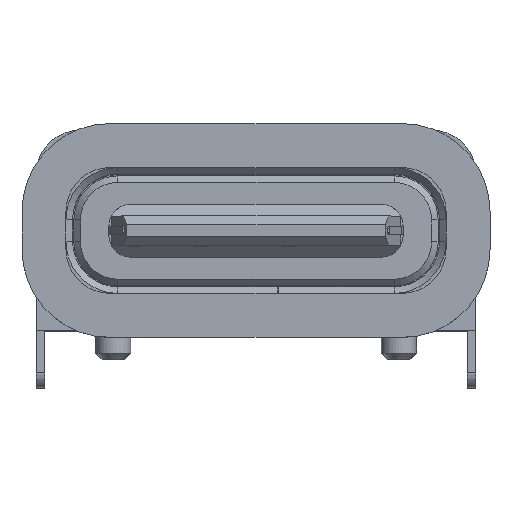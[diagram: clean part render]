
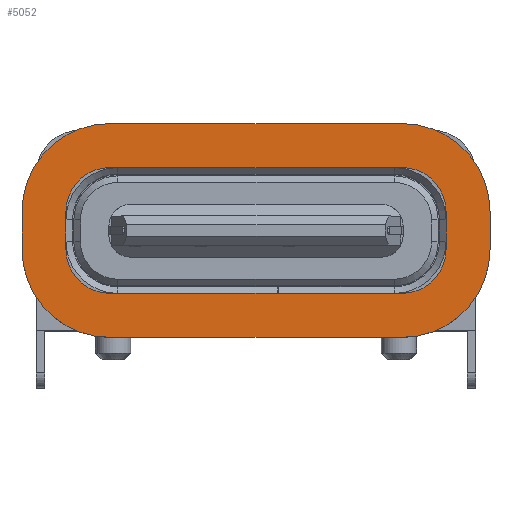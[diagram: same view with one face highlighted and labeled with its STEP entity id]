
A CAD part, top view. The second image highlights one B-rep face of the part: STEP entity #5052.
In plain terms, the highlighted planar face has unit normal (0, 0, 1).
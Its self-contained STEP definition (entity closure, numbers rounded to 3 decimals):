
#6 = DIRECTION ( 'NONE',  ( 0., 1., 0. ) ) ;
#7 = VERTEX_POINT ( 'NONE', #15072 ) ;
#159 = CARTESIAN_POINT ( 'NONE',  ( -3.32, 2.43, 1.5 ) ) ;
#296 = EDGE_CURVE ( 'NONE', #21428, #6305, #14353, .T. ) ;
#364 = AXIS2_PLACEMENT_3D ( 'NONE', #22568, #15135, #6510 ) ;
#648 = EDGE_LOOP ( 'NONE', ( #14515, #2226, #21916, #17042, #4089, #14442, #17227, #7550 ) ) ;
#749 = EDGE_CURVE ( 'NONE', #13189, #6437, #6715, .T. ) ;
#833 = EDGE_CURVE ( 'NONE', #13189, #14951, #19039, .T. ) ;
#947 = CARTESIAN_POINT ( 'NONE',  ( -3.32, -2.43, 1.5 ) ) ;
#1081 = CARTESIAN_POINT ( 'NONE',  ( 4.32, -0.43, 1.5 ) ) ;
#1297 = VERTEX_POINT ( 'NONE', #6435 ) ;
#1319 = ORIENTED_EDGE ( 'NONE', *, *, #13737, .F. ) ;
#1451 = CARTESIAN_POINT ( 'NONE',  ( -3.32, 0.43, 1.5 ) ) ;
#1512 = AXIS2_PLACEMENT_3D ( 'NONE', #15589, #22689, #3237 ) ;
#1667 = DIRECTION ( 'NONE',  ( 1., 0., 0. ) ) ;
#1783 = CARTESIAN_POINT ( 'NONE',  ( 3.32, 0.43, 1.5 ) ) ;
#1955 = CARTESIAN_POINT ( 'NONE',  ( 3.32, 1.43, 1.5 ) ) ;
#2072 = DIRECTION ( 'NONE',  ( -1., 0., 0. ) ) ;
#2226 = ORIENTED_EDGE ( 'NONE', *, *, #15190, .F. ) ;
#2502 = VECTOR ( 'NONE', #6, 1000. ) ;
#2760 = DIRECTION ( 'NONE',  ( -1., 0., 0. ) ) ;
#2784 = VECTOR ( 'NONE', #2072, 1000. ) ;
#2972 = CARTESIAN_POINT ( 'NONE',  ( -4.32, 0.43, 1.5 ) ) ;
#2988 = AXIS2_PLACEMENT_3D ( 'NONE', #1451, #16064, #14329 ) ;
#3149 = EDGE_CURVE ( 'NONE', #5981, #11491, #20262, .T. ) ;
#3174 = CARTESIAN_POINT ( 'NONE',  ( 5.32, -0.43, 1.5 ) ) ;
#3237 = DIRECTION ( 'NONE',  ( -1., 0., 0. ) ) ;
#4089 = ORIENTED_EDGE ( 'NONE', *, *, #21506, .T. ) ;
#4575 = CIRCLE ( 'NONE', #21319, 2. ) ;
#4834 = DIRECTION ( 'NONE',  ( 0., 0., -1. ) ) ;
#4958 = DIRECTION ( 'NONE',  ( -1., 0., 0. ) ) ;
#5052 = ADVANCED_FACE ( 'N', ( #23049, #20947 ), #7208, .F. ) ;
#5463 = VERTEX_POINT ( 'NONE', #16243 ) ;
#5687 = LINE ( 'NONE', #14552, #12796 ) ;
#5981 = VERTEX_POINT ( 'NONE', #1081 ) ;
#6173 = CARTESIAN_POINT ( 'NONE',  ( -4.32, -0.43, 1.5 ) ) ;
#6305 = VERTEX_POINT ( 'NONE', #159 ) ;
#6435 = CARTESIAN_POINT ( 'NONE',  ( -5.32, 0.43, 1.5 ) ) ;
#6437 = VERTEX_POINT ( 'NONE', #19875 ) ;
#6444 = AXIS2_PLACEMENT_3D ( 'NONE', #21466, #16502, #9140 ) ;
#6510 = DIRECTION ( 'NONE',  ( -1., 0., 0. ) ) ;
#6715 = LINE ( 'NONE', #20797, #17899 ) ;
#6811 = ORIENTED_EDGE ( 'NONE', *, *, #18719, .F. ) ;
#6907 = ORIENTED_EDGE ( 'NONE', *, *, #22077, .T. ) ;
#7068 = CARTESIAN_POINT ( 'NONE',  ( -3.32, -2.43, 1.5 ) ) ;
#7208 = PLANE ( 'NONE',  #2988 ) ;
#7472 = CIRCLE ( 'NONE', #364, 2. ) ;
#7550 = ORIENTED_EDGE ( 'NONE', *, *, #7943, .F. ) ;
#7693 = VECTOR ( 'NONE', #1667, 1000. ) ;
#7943 = EDGE_CURVE ( 'NONE', #1297, #6305, #7472, .T. ) ;
#8292 = ORIENTED_EDGE ( 'NONE', *, *, #22948, .F. ) ;
#8665 = CIRCLE ( 'NONE', #14242, 1. ) ;
#8985 = AXIS2_PLACEMENT_3D ( 'NONE', #1783, #4834, #4958 ) ;
#9140 = DIRECTION ( 'NONE',  ( -1., 0., 0. ) ) ;
#9151 = VERTEX_POINT ( 'NONE', #12124 ) ;
#9789 = DIRECTION ( 'NONE',  ( 0., 1., 0. ) ) ;
#10122 = AXIS2_PLACEMENT_3D ( 'NONE', #22634, #22882, #16007 ) ;
#10276 = EDGE_CURVE ( 'NONE', #18310, #7, #17448, .T. ) ;
#10685 = VERTEX_POINT ( 'NONE', #19498 ) ;
#10830 = LINE ( 'NONE', #18045, #19181 ) ;
#11358 = CARTESIAN_POINT ( 'NONE',  ( -3.32, 0.43, 1.5 ) ) ;
#11491 = VERTEX_POINT ( 'NONE', #17113 ) ;
#11774 = CARTESIAN_POINT ( 'NONE',  ( 3.32, -0.43, 1.5 ) ) ;
#11963 = EDGE_CURVE ( 'NONE', #21428, #9151, #12036, .T. ) ;
#12036 = CIRCLE ( 'NONE', #6444, 2. ) ;
#12124 = CARTESIAN_POINT ( 'NONE',  ( 5.32, 0.43, 1.5 ) ) ;
#12512 = LINE ( 'NONE', #3174, #2502 ) ;
#12796 = VECTOR ( 'NONE', #14672, 1000. ) ;
#13106 = CIRCLE ( 'NONE', #10122, 2. ) ;
#13189 = VERTEX_POINT ( 'NONE', #1955 ) ;
#13724 = ORIENTED_EDGE ( 'NONE', *, *, #3149, .T. ) ;
#13737 = EDGE_CURVE ( 'NONE', #6437, #16105, #8665, .T. ) ;
#14177 = DIRECTION ( 'NONE',  ( -1., 0., 0. ) ) ;
#14242 = AXIS2_PLACEMENT_3D ( 'NONE', #11358, #20493, #15066 ) ;
#14329 = DIRECTION ( 'NONE',  ( -1., 0., 0. ) ) ;
#14353 = LINE ( 'NONE', #21416, #2784 ) ;
#14442 = ORIENTED_EDGE ( 'NONE', *, *, #11963, .F. ) ;
#14515 = ORIENTED_EDGE ( 'NONE', *, *, #15875, .T. ) ;
#14552 = CARTESIAN_POINT ( 'NONE',  ( -3.32, -1.43, 1.5 ) ) ;
#14672 = DIRECTION ( 'NONE',  ( 1., 0., 0. ) ) ;
#14951 = VERTEX_POINT ( 'NONE', #21171 ) ;
#14963 = DIRECTION ( 'NONE',  ( 0., 0., -1. ) ) ;
#15066 = DIRECTION ( 'NONE',  ( -1., 0., 0. ) ) ;
#15072 = CARTESIAN_POINT ( 'NONE',  ( 3.32, -2.43, 1.5 ) ) ;
#15135 = DIRECTION ( 'NONE',  ( 0., 0., -1. ) ) ;
#15190 = EDGE_CURVE ( 'NONE', #18310, #18762, #13106, .T. ) ;
#15329 = ORIENTED_EDGE ( 'NONE', *, *, #21950, .F. ) ;
#15361 = LINE ( 'NONE', #6173, #22259 ) ;
#15589 = CARTESIAN_POINT ( 'NONE',  ( -3.32, -0.43, 1.5 ) ) ;
#15875 = EDGE_CURVE ( 'NONE', #1297, #18762, #10830, .T. ) ;
#16007 = DIRECTION ( 'NONE',  ( -1., 0., 0. ) ) ;
#16064 = DIRECTION ( 'NONE',  ( 0., 0., -1. ) ) ;
#16105 = VERTEX_POINT ( 'NONE', #2972 ) ;
#16243 = CARTESIAN_POINT ( 'NONE',  ( -3.32, -1.43, 1.5 ) ) ;
#16502 = DIRECTION ( 'NONE',  ( 0., 0., -1. ) ) ;
#16634 = ORIENTED_EDGE ( 'NONE', *, *, #833, .T. ) ;
#17005 = DIRECTION ( 'NONE',  ( 0., -1., 0. ) ) ;
#17042 = ORIENTED_EDGE ( 'NONE', *, *, #22829, .F. ) ;
#17113 = CARTESIAN_POINT ( 'NONE',  ( 3.32, -1.43, 1.5 ) ) ;
#17227 = ORIENTED_EDGE ( 'NONE', *, *, #296, .T. ) ;
#17305 = AXIS2_PLACEMENT_3D ( 'NONE', #21699, #14963, #19967 ) ;
#17448 = LINE ( 'NONE', #7068, #7693 ) ;
#17899 = VECTOR ( 'NONE', #14177, 1000. ) ;
#18045 = CARTESIAN_POINT ( 'NONE',  ( -5.32, -0.43, 1.5 ) ) ;
#18288 = CARTESIAN_POINT ( 'NONE',  ( 5.32, -0.43, 1.5 ) ) ;
#18310 = VERTEX_POINT ( 'NONE', #947 ) ;
#18527 = CARTESIAN_POINT ( 'NONE',  ( -5.32, -0.43, 1.5 ) ) ;
#18537 = ORIENTED_EDGE ( 'NONE', *, *, #749, .F. ) ;
#18649 = CARTESIAN_POINT ( 'NONE',  ( 4.32, -0.43, 1.5 ) ) ;
#18687 = CIRCLE ( 'NONE', #1512, 1. ) ;
#18719 = EDGE_CURVE ( 'NONE', #5981, #14951, #20828, .T. ) ;
#18762 = VERTEX_POINT ( 'NONE', #18527 ) ;
#19039 = CIRCLE ( 'NONE', #8985, 1. ) ;
#19048 = VECTOR ( 'NONE', #9789, 1000. ) ;
#19172 = CARTESIAN_POINT ( 'NONE',  ( 3.32, 2.43, 1.5 ) ) ;
#19181 = VECTOR ( 'NONE', #21616, 1000. ) ;
#19392 = EDGE_LOOP ( 'NONE', ( #15329, #1319, #18537, #16634, #6811, #13724, #8292, #6907 ) ) ;
#19498 = CARTESIAN_POINT ( 'NONE',  ( -4.32, -0.43, 1.5 ) ) ;
#19875 = CARTESIAN_POINT ( 'NONE',  ( -3.32, 1.43, 1.5 ) ) ;
#19967 = DIRECTION ( 'NONE',  ( -1., 0., 0. ) ) ;
#20262 = CIRCLE ( 'NONE', #17305, 1. ) ;
#20493 = DIRECTION ( 'NONE',  ( 0., 0., 1. ) ) ;
#20593 = DIRECTION ( 'NONE',  ( 0., 0., -1. ) ) ;
#20747 = VERTEX_POINT ( 'NONE', #18288 ) ;
#20797 = CARTESIAN_POINT ( 'NONE',  ( -3.32, 1.43, 1.5 ) ) ;
#20828 = LINE ( 'NONE', #18649, #19048 ) ;
#20947 = FACE_OUTER_BOUND ( 'NONE', #648, .T. ) ;
#21171 = CARTESIAN_POINT ( 'NONE',  ( 4.32, 0.43, 1.5 ) ) ;
#21319 = AXIS2_PLACEMENT_3D ( 'NONE', #11774, #20593, #2760 ) ;
#21416 = CARTESIAN_POINT ( 'NONE',  ( -3.32, 2.43, 1.5 ) ) ;
#21428 = VERTEX_POINT ( 'NONE', #19172 ) ;
#21466 = CARTESIAN_POINT ( 'NONE',  ( 3.32, 0.43, 1.5 ) ) ;
#21506 = EDGE_CURVE ( 'NONE', #20747, #9151, #12512, .T. ) ;
#21616 = DIRECTION ( 'NONE',  ( 0., -1., 0. ) ) ;
#21699 = CARTESIAN_POINT ( 'NONE',  ( 3.32, -0.43, 1.5 ) ) ;
#21916 = ORIENTED_EDGE ( 'NONE', *, *, #10276, .T. ) ;
#21950 = EDGE_CURVE ( 'NONE', #16105, #10685, #15361, .T. ) ;
#22077 = EDGE_CURVE ( 'NONE', #5463, #10685, #18687, .T. ) ;
#22259 = VECTOR ( 'NONE', #17005, 1000. ) ;
#22568 = CARTESIAN_POINT ( 'NONE',  ( -3.32, 0.43, 1.5 ) ) ;
#22634 = CARTESIAN_POINT ( 'NONE',  ( -3.32, -0.43, 1.5 ) ) ;
#22689 = DIRECTION ( 'NONE',  ( 0., 0., -1. ) ) ;
#22829 = EDGE_CURVE ( 'NONE', #20747, #7, #4575, .T. ) ;
#22882 = DIRECTION ( 'NONE',  ( 0., 0., -1. ) ) ;
#22948 = EDGE_CURVE ( 'NONE', #5463, #11491, #5687, .T. ) ;
#23049 = FACE_BOUND ( 'NONE', #19392, .T. ) ;
